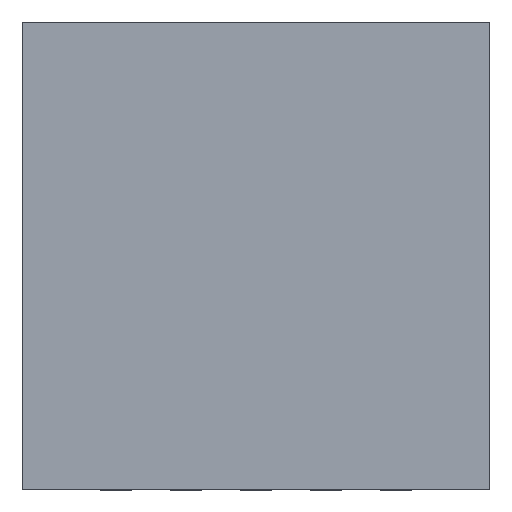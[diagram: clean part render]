
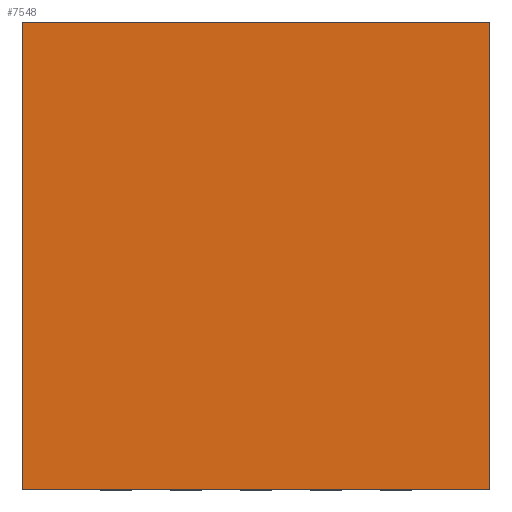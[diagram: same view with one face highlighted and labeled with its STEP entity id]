
A CAD part, top view. The second image highlights one B-rep face of the part: STEP entity #7548.
In plain terms, the highlighted face is planar.
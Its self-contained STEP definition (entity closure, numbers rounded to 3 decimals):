
#5795=DIRECTION('',(0.,0.,1.));
#5796=VECTOR('',#5795,3.);
#5797=CARTESIAN_POINT('',(-1.5,0.975,-1.5));
#5798=LINE('',#5797,#5796);
#5802=DIRECTION('',(-1.,0.,0.));
#5803=VECTOR('',#5802,3.);
#5804=CARTESIAN_POINT('',(1.5,0.975,-1.5));
#5805=LINE('',#5804,#5803);
#5809=DIRECTION('',(0.,0.,-1.));
#5810=VECTOR('',#5809,3.);
#5811=CARTESIAN_POINT('',(1.5,0.975,1.5));
#5812=LINE('',#5811,#5810);
#5816=DIRECTION('',(1.,0.,0.));
#5817=VECTOR('',#5816,3.);
#5818=CARTESIAN_POINT('',(-1.5,0.975,1.5));
#5819=LINE('',#5818,#5817);
#6236=CARTESIAN_POINT('',(-1.5,0.975,-1.5));
#6237=CARTESIAN_POINT('',(-1.5,0.975,1.5));
#6238=VERTEX_POINT('',#6236);
#6239=VERTEX_POINT('',#6237);
#6240=CARTESIAN_POINT('',(1.5,0.975,1.5));
#6241=VERTEX_POINT('',#6240);
#6242=CARTESIAN_POINT('',(1.5,0.975,-1.5));
#6243=VERTEX_POINT('',#6242);
#7536=CARTESIAN_POINT('',(0.,0.975,0.));
#7537=DIRECTION('',(0.,1.,0.));
#7538=DIRECTION('',(1.,0.,0.));
#7539=AXIS2_PLACEMENT_3D('',#7536,#7537,#7538);
#7540=PLANE('',#7539);
#7541=ORIENTED_EDGE('',*,*,#6798,.F.);
#7542=ORIENTED_EDGE('',*,*,#6869,.F.);
#7544=ORIENTED_EDGE('',*,*,#7543,.F.);
#7545=ORIENTED_EDGE('',*,*,#7502,.F.);
#7546=EDGE_LOOP('',(#7541,#7542,#7544,#7545));
#7547=FACE_OUTER_BOUND('',#7546,.F.);
#6798=EDGE_CURVE('',#6238,#6239,#5798,.T.);
#6869=EDGE_CURVE('',#6243,#6238,#5805,.T.);
#7502=EDGE_CURVE('',#6239,#6241,#5819,.T.);
#7543=EDGE_CURVE('',#6241,#6243,#5812,.T.);
#7548=ADVANCED_FACE('',(#7547),#7540,.T.);
